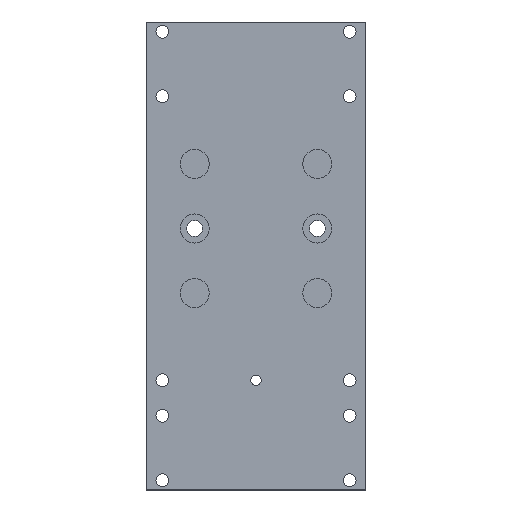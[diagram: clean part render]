
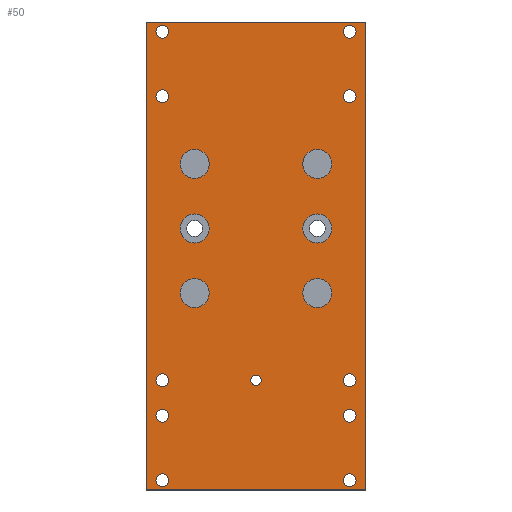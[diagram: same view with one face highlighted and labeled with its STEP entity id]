
A CAD part, top view. The second image highlights one B-rep face of the part: STEP entity #50.
In plain terms, the highlighted planar face has unit normal (0, 0, 1).
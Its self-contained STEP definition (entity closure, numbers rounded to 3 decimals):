
#50=ADVANCED_FACE('',(#97,#99,#101,#103,#105,#107,#109,#111,#113,#115,#117,#119,
#121,#123,#125,#127,#129,#131),#133,.T.);
#97=FACE_BOUND('',#98,.T.);
#98=EDGE_LOOP('',(#402,#403,#404,#405));
#99=FACE_BOUND('',#100,.T.);
#100=EDGE_LOOP('',(#406));
#101=FACE_BOUND('',#102,.T.);
#102=EDGE_LOOP('',(#407));
#103=FACE_BOUND('',#104,.T.);
#104=EDGE_LOOP('',(#408));
#105=FACE_BOUND('',#106,.T.);
#106=EDGE_LOOP('',(#409));
#107=FACE_BOUND('',#108,.T.);
#108=EDGE_LOOP('',(#410));
#109=FACE_BOUND('',#110,.T.);
#110=EDGE_LOOP('',(#411));
#111=FACE_BOUND('',#112,.T.);
#112=EDGE_LOOP('',(#412));
#113=FACE_BOUND('',#114,.T.);
#114=EDGE_LOOP('',(#413));
#115=FACE_BOUND('',#116,.T.);
#116=EDGE_LOOP('',(#414));
#117=FACE_BOUND('',#118,.T.);
#118=EDGE_LOOP('',(#415));
#119=FACE_BOUND('',#120,.T.);
#120=EDGE_LOOP('',(#416));
#121=FACE_BOUND('',#122,.T.);
#122=EDGE_LOOP('',(#417));
#123=FACE_BOUND('',#124,.T.);
#124=EDGE_LOOP('',(#418));
#125=FACE_BOUND('',#126,.T.);
#126=EDGE_LOOP('',(#419));
#127=FACE_BOUND('',#128,.T.);
#128=EDGE_LOOP('',(#420));
#129=FACE_BOUND('',#130,.T.);
#130=EDGE_LOOP('',(#421));
#131=FACE_BOUND('',#132,.T.);
#132=EDGE_LOOP('',(#422));
#133=PLANE('',#134);
#134=AXIS2_PLACEMENT_3D('',#135,#136,#137);
#135=CARTESIAN_POINT('',(0.,0.,3.));
#136=DIRECTION('',(0.,0.,1.));
#137=DIRECTION('',(-1.,0.,0.));
#402=ORIENTED_EDGE('',*,*,#502,.T.);
#403=ORIENTED_EDGE('',*,*,#503,.T.);
#404=ORIENTED_EDGE('',*,*,#504,.T.);
#405=ORIENTED_EDGE('',*,*,#505,.T.);
#406=ORIENTED_EDGE('',*,*,#506,.F.);
#407=ORIENTED_EDGE('',*,*,#507,.F.);
#408=ORIENTED_EDGE('',*,*,#508,.F.);
#409=ORIENTED_EDGE('',*,*,#509,.F.);
#410=ORIENTED_EDGE('',*,*,#510,.F.);
#411=ORIENTED_EDGE('',*,*,#511,.F.);
#412=ORIENTED_EDGE('',*,*,#512,.T.);
#413=ORIENTED_EDGE('',*,*,#513,.T.);
#414=ORIENTED_EDGE('',*,*,#514,.T.);
#415=ORIENTED_EDGE('',*,*,#515,.T.);
#416=ORIENTED_EDGE('',*,*,#516,.T.);
#417=ORIENTED_EDGE('',*,*,#517,.T.);
#418=ORIENTED_EDGE('',*,*,#518,.T.);
#419=ORIENTED_EDGE('',*,*,#519,.T.);
#420=ORIENTED_EDGE('',*,*,#520,.T.);
#421=ORIENTED_EDGE('',*,*,#521,.T.);
#422=ORIENTED_EDGE('',*,*,#522,.T.);
#502=EDGE_CURVE('',#556,#557,#558,.T.);
#503=EDGE_CURVE('',#557,#559,#560,.T.);
#504=EDGE_CURVE('',#559,#561,#562,.T.);
#505=EDGE_CURVE('',#561,#556,#563,.T.);
#506=EDGE_CURVE('',#564,#564,#565,.T.);
#507=EDGE_CURVE('',#566,#566,#567,.T.);
#508=EDGE_CURVE('',#568,#568,#569,.T.);
#509=EDGE_CURVE('',#570,#570,#571,.T.);
#510=EDGE_CURVE('',#572,#572,#573,.T.);
#511=EDGE_CURVE('',#574,#574,#575,.T.);
#512=EDGE_CURVE('',#576,#576,#577,.F.);
#513=EDGE_CURVE('',#578,#578,#579,.F.);
#514=EDGE_CURVE('',#580,#580,#581,.F.);
#515=EDGE_CURVE('',#582,#582,#583,.F.);
#516=EDGE_CURVE('',#584,#584,#585,.F.);
#517=EDGE_CURVE('',#586,#586,#587,.F.);
#518=EDGE_CURVE('',#588,#588,#589,.F.);
#519=EDGE_CURVE('',#590,#590,#591,.F.);
#520=EDGE_CURVE('',#592,#592,#593,.F.);
#521=EDGE_CURVE('',#594,#594,#595,.F.);
#522=EDGE_CURVE('',#596,#596,#597,.F.);
#556=VERTEX_POINT('',#664);
#557=VERTEX_POINT('',#665);
#558=LINE('',#666,#667);
#559=VERTEX_POINT('',#669);
#560=LINE('',#670,#671);
#561=VERTEX_POINT('',#673);
#562=LINE('',#674,#675);
#563=LINE('',#677,#678);
#564=VERTEX_POINT('',#680);
#565=CIRCLE('',#681,4.5);
#566=VERTEX_POINT('',#685);
#567=CIRCLE('',#686,4.5);
#568=VERTEX_POINT('',#690);
#569=CIRCLE('',#691,4.5);
#570=VERTEX_POINT('',#695);
#571=CIRCLE('',#696,4.5);
#572=VERTEX_POINT('',#700);
#573=CIRCLE('',#701,4.5);
#574=VERTEX_POINT('',#705);
#575=CIRCLE('',#706,4.5);
#576=VERTEX_POINT('',#710);
#577=CIRCLE('',#711,2.);
#578=VERTEX_POINT('',#715);
#579=CIRCLE('',#716,2.);
#580=VERTEX_POINT('',#720);
#581=CIRCLE('',#721,2.);
#582=VERTEX_POINT('',#725);
#583=CIRCLE('',#726,2.);
#584=VERTEX_POINT('',#730);
#585=CIRCLE('',#731,2.);
#586=VERTEX_POINT('',#735);
#587=CIRCLE('',#736,2.);
#588=VERTEX_POINT('',#740);
#589=CIRCLE('',#741,2.);
#590=VERTEX_POINT('',#745);
#591=CIRCLE('',#746,2.);
#592=VERTEX_POINT('',#750);
#593=CIRCLE('',#751,2.);
#594=VERTEX_POINT('',#755);
#595=CIRCLE('',#756,2.);
#596=VERTEX_POINT('',#760);
#597=CIRCLE('',#761,1.6);
#664=CARTESIAN_POINT('',(-34.,111.,3.));
#665=CARTESIAN_POINT('',(-34.,-34.,3.));
#666=CARTESIAN_POINT('',(-34.,111.,3.));
#667=VECTOR('',#668,1.);
#668=DIRECTION('',(0.,-1.,0.));
#669=CARTESIAN_POINT('',(34.,-34.,3.));
#670=CARTESIAN_POINT('',(-34.,-34.,3.));
#671=VECTOR('',#672,1.);
#672=DIRECTION('',(1.,0.,0.));
#673=CARTESIAN_POINT('',(34.,111.,3.));
#674=CARTESIAN_POINT('',(34.,-34.,3.));
#675=VECTOR('',#676,1.);
#676=DIRECTION('',(0.,1.,0.));
#677=CARTESIAN_POINT('',(34.,111.,3.));
#678=VECTOR('',#679,1.);
#679=DIRECTION('',(-1.,0.,0.));
#680=CARTESIAN_POINT('',(14.5,47.,3.));
#681=AXIS2_PLACEMENT_3D('',#682,#683,#684);
#682=CARTESIAN_POINT('',(19.,47.,3.));
#683=DIRECTION('',(0.,0.,1.));
#684=DIRECTION('',(-1.,0.,0.));
#685=CARTESIAN_POINT('',(-23.5,47.,3.));
#686=AXIS2_PLACEMENT_3D('',#687,#688,#689);
#687=CARTESIAN_POINT('',(-19.,47.,3.));
#688=DIRECTION('',(0.,0.,1.));
#689=DIRECTION('',(-1.,0.,0.));
#690=CARTESIAN_POINT('',(14.5,67.,3.));
#691=AXIS2_PLACEMENT_3D('',#692,#693,#694);
#692=CARTESIAN_POINT('',(19.,67.,3.));
#693=DIRECTION('',(0.,0.,1.));
#694=DIRECTION('',(-1.,0.,0.));
#695=CARTESIAN_POINT('',(-23.5,67.,3.));
#696=AXIS2_PLACEMENT_3D('',#697,#698,#699);
#697=CARTESIAN_POINT('',(-19.,67.,3.));
#698=DIRECTION('',(0.,0.,1.));
#699=DIRECTION('',(-1.,0.,0.));
#700=CARTESIAN_POINT('',(14.5,27.,3.));
#701=AXIS2_PLACEMENT_3D('',#702,#703,#704);
#702=CARTESIAN_POINT('',(19.,27.,3.));
#703=DIRECTION('',(0.,0.,1.));
#704=DIRECTION('',(-1.,0.,0.));
#705=CARTESIAN_POINT('',(-23.5,27.,3.));
#706=AXIS2_PLACEMENT_3D('',#707,#708,#709);
#707=CARTESIAN_POINT('',(-19.,27.,3.));
#708=DIRECTION('',(0.,0.,1.));
#709=DIRECTION('',(-1.,0.,0.));
#710=CARTESIAN_POINT('',(27.,108.,3.));
#711=AXIS2_PLACEMENT_3D('',#712,#713,#714);
#712=CARTESIAN_POINT('',(29.,108.,3.));
#713=DIRECTION('',(0.,0.,1.));
#714=DIRECTION('',(-1.,0.,0.));
#715=CARTESIAN_POINT('',(-31.,108.,3.));
#716=AXIS2_PLACEMENT_3D('',#717,#718,#719);
#717=CARTESIAN_POINT('',(-29.,108.,3.));
#718=DIRECTION('',(0.,0.,1.));
#719=DIRECTION('',(-1.,0.,0.));
#720=CARTESIAN_POINT('',(27.,0.,3.));
#721=AXIS2_PLACEMENT_3D('',#722,#723,#724);
#722=CARTESIAN_POINT('',(29.,0.,3.));
#723=DIRECTION('',(0.,0.,1.));
#724=DIRECTION('',(-1.,0.,0.));
#725=CARTESIAN_POINT('',(-31.,0.,3.));
#726=AXIS2_PLACEMENT_3D('',#727,#728,#729);
#727=CARTESIAN_POINT('',(-29.,0.,3.));
#728=DIRECTION('',(0.,0.,1.));
#729=DIRECTION('',(-1.,0.,0.));
#730=CARTESIAN_POINT('',(27.,88.,3.));
#731=AXIS2_PLACEMENT_3D('',#732,#733,#734);
#732=CARTESIAN_POINT('',(29.,88.,3.));
#733=DIRECTION('',(0.,0.,1.));
#734=DIRECTION('',(-1.,0.,0.));
#735=CARTESIAN_POINT('',(-31.,88.,3.));
#736=AXIS2_PLACEMENT_3D('',#737,#738,#739);
#737=CARTESIAN_POINT('',(-29.,88.,3.));
#738=DIRECTION('',(0.,0.,1.));
#739=DIRECTION('',(-1.,0.,0.));
#740=CARTESIAN_POINT('',(27.,-11.,3.));
#741=AXIS2_PLACEMENT_3D('',#742,#743,#744);
#742=CARTESIAN_POINT('',(29.,-11.,3.));
#743=DIRECTION('',(0.,0.,1.));
#744=DIRECTION('',(-1.,0.,0.));
#745=CARTESIAN_POINT('',(-31.,-11.,3.));
#746=AXIS2_PLACEMENT_3D('',#747,#748,#749);
#747=CARTESIAN_POINT('',(-29.,-11.,3.));
#748=DIRECTION('',(0.,0.,1.));
#749=DIRECTION('',(-1.,0.,0.));
#750=CARTESIAN_POINT('',(27.,-31.,3.));
#751=AXIS2_PLACEMENT_3D('',#752,#753,#754);
#752=CARTESIAN_POINT('',(29.,-31.,3.));
#753=DIRECTION('',(0.,0.,1.));
#754=DIRECTION('',(-1.,0.,0.));
#755=CARTESIAN_POINT('',(-31.,-31.,3.));
#756=AXIS2_PLACEMENT_3D('',#757,#758,#759);
#757=CARTESIAN_POINT('',(-29.,-31.,3.));
#758=DIRECTION('',(0.,0.,1.));
#759=DIRECTION('',(-1.,0.,0.));
#760=CARTESIAN_POINT('',(-1.6,0.,3.));
#761=AXIS2_PLACEMENT_3D('',#762,#763,#764);
#762=CARTESIAN_POINT('',(0.,0.,3.));
#763=DIRECTION('',(0.,0.,1.));
#764=DIRECTION('',(-1.,0.,0.));
